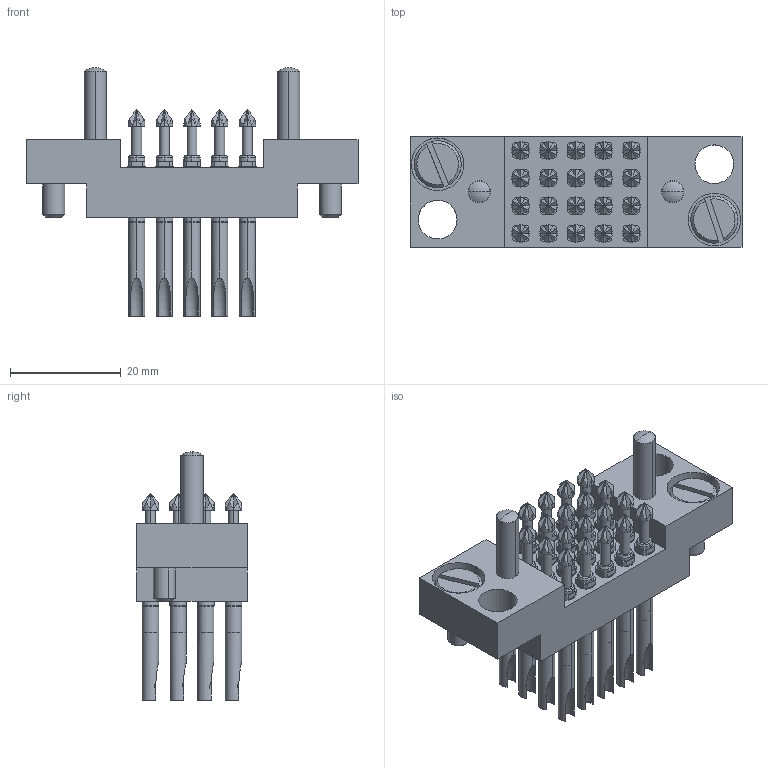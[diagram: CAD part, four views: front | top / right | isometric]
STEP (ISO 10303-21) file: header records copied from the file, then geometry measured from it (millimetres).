
FILE_DESCRIPTION (( 'STEP AP214' ), '1' );
FILE_NAME ('INGUN_49907.STEP', '2025-06-30T09:59:49', ( '' ), ( '' ), 'SwSTEP 2.0', 'SolidWorks 2023', '' );
FILE_SCHEMA (( 'AUTOMOTIVE_DESIGN' ));
Length unit declared in the file: millimetre
Products named in the file (6): GKS-113-0075__ADA~gks_S; DIN6325~n_04,0m6x020; INGUN_49907; DIN923~n_M04x05; KS-113-Master__ADA~ks_KS-113 30 M2-R; 49895~2_S
Assembly tree (45 placements, depth 2):
  INGUN_49907
    49895~2_S
    DIN923~n_M04x05  x2
    DIN6325~n_04,0m6x020  x2
    KS-113-Master__ADA~ks_KS-113 30 M2-R  x20
    GKS-113-0075__ADA~gks_S  x20
Bounding box: 60 x 20 x 44.9 mm (x, y, z)
Volume: 15825.5 mm3; surface area: 17944.8 mm2
Topology: 85 solids, 85 shells, 6632 faces, 15612 edges, 9276 vertices
Faces by surface type: plane 5094, cylinder 1332, cone 138, torus 60, sphere 8
Entity records: 13155 total; most frequent: DIRECTION 2396, CARTESIAN_POINT 2232, ORIENTED_EDGE 2064, EDGE_CURVE 1032, AXIS2_PLACEMENT_3D 906, VERTEX_POINT 630, LINE 584, VECTOR 584
